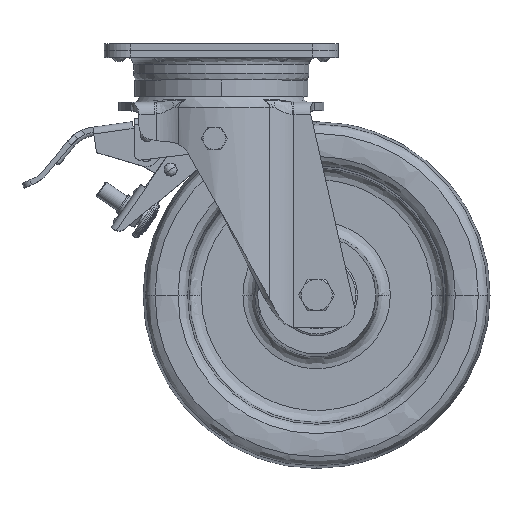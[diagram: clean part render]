
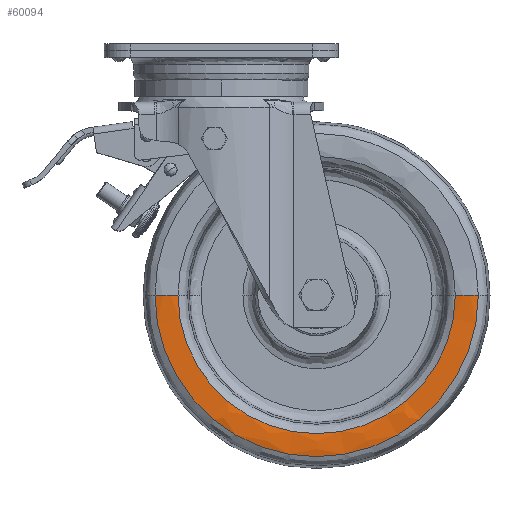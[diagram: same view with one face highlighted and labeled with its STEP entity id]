
A CAD part, top view. The second image highlights one B-rep face of the part: STEP entity #60094.
In plain terms, the highlighted free-form (B-spline) face has degree [3, 3] with [4, 4] control points.
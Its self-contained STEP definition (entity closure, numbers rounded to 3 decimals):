
#2123 = CIRCLE ( 'NONE', #3545, 93.251 ) ;
#3545 = AXIS2_PLACEMENT_3D ( 'NONE', #29578, #71308, #35671 ) ;
#3701 = CARTESIAN_POINT ( 'NONE',  ( 134.978, -145., 24.283 ) ) ;
#3708 = AXIS2_PLACEMENT_3D ( 'NONE', #53601, #17830, #59595 ) ;
#4516 = VERTEX_POINT ( 'NONE', #10670 ) ;
#9068 = EDGE_CURVE ( 'NONE', #17330, #54719, #49686, .T. ) ;
#9446 = CARTESIAN_POINT ( 'NONE',  ( 148.251, -331.502, 24.231 ) ) ;
#9700 = CARTESIAN_POINT ( 'NONE',  ( -24.978, -304.957, 24.283 ) ) ;
#10670 = CARTESIAN_POINT ( 'NONE',  ( 134.978, -145., 24.283 ) ) ;
#10758 = CIRCLE ( 'NONE', #32056, 79.978 ) ;
#13548 =( BOUNDED_SURFACE ( )  B_SPLINE_SURFACE ( 3, 3, ( 
 ( #20191, #9446, #51244, #15469 ),
 ( #57231, #21448, #63250, #27458 ),
 ( #69192, #33529, #75210, #39569 ),
 ( #3701, #45521, #9700, #51502 ) ),
 .UNSPECIFIED., .F., .F., .T. ) 
 B_SPLINE_SURFACE_WITH_KNOTS ( ( 4, 4 ),
 ( 4, 4 ),
 ( 0., 1. ),
 ( 0., 1. ),
 .UNSPECIFIED. ) 
 GEOMETRIC_REPRESENTATION_ITEM ( )  RATIONAL_B_SPLINE_SURFACE ( (
 ( 1., 0.333, 0.333, 1.),
 ( 0.983, 0.328, 0.328, 0.983),
 ( 0.983, 0.328, 0.328, 0.983),
 ( 1., 0.333, 0.333, 1.) ) ) 
 REPRESENTATION_ITEM ( '' )  SURFACE ( )  );
#15469 = CARTESIAN_POINT ( 'NONE',  ( -38.251, -145., 24.231 ) ) ;
#17330 = VERTEX_POINT ( 'NONE', #28150 ) ;
#17830 = DIRECTION ( 'NONE',  ( 0., -1., 0. ) ) ;
#18197 = FACE_OUTER_BOUND ( 'NONE', #44137, .T. ) ;
#20191 = CARTESIAN_POINT ( 'NONE',  ( 148.251, -145., 24.231 ) ) ;
#21448 = CARTESIAN_POINT ( 'NONE',  ( 143.868, -322.735, 25.243 ) ) ;
#24493 = CARTESIAN_POINT ( 'NONE',  ( 55., -145., 24.283 ) ) ;
#27458 = CARTESIAN_POINT ( 'NONE',  ( -33.868, -145., 25.243 ) ) ;
#28150 = CARTESIAN_POINT ( 'NONE',  ( -38.251, -145., 24.231 ) ) ;
#29578 = CARTESIAN_POINT ( 'NONE',  ( 55., -145., 24.231 ) ) ;
#30523 = DIRECTION ( 'NONE',  ( 1., 0., 0. ) ) ;
#31357 = ORIENTED_EDGE ( 'NONE', *, *, #9068, .F. ) ;
#32056 = AXIS2_PLACEMENT_3D ( 'NONE', #24493, #66211, #30523 ) ;
#32822 = EDGE_CURVE ( 'NONE', #4516, #54719, #10758, .T. ) ;
#33529 = CARTESIAN_POINT ( 'NONE',  ( 139.369, -313.738, 25.26 ) ) ;
#35424 = DIRECTION ( 'NONE',  ( 0., 1., 0. ) ) ;
#35671 = DIRECTION ( 'NONE',  ( 1., 0., 0. ) ) ;
#37549 = ORIENTED_EDGE ( 'NONE', *, *, #32822, .T. ) ;
#38024 = CARTESIAN_POINT ( 'NONE',  ( -24.978, -145., 24.283 ) ) ;
#39569 = CARTESIAN_POINT ( 'NONE',  ( -29.369, -145., 25.26 ) ) ;
#40481 = ORIENTED_EDGE ( 'NONE', *, *, #54586, .T. ) ;
#44137 = EDGE_LOOP ( 'NONE', ( #31357, #54740, #40481, #37549 ) ) ;
#44851 = EDGE_CURVE ( 'NONE', #70651, #17330, #2123, .T. ) ;
#45521 = CARTESIAN_POINT ( 'NONE',  ( 134.978, -304.957, 24.283 ) ) ;
#48398 = CIRCLE ( 'NONE', #3708, 30. ) ;
#49686 = CIRCLE ( 'NONE', #67830, 30. ) ;
#51244 = CARTESIAN_POINT ( 'NONE',  ( -38.251, -331.502, 24.231 ) ) ;
#51502 = CARTESIAN_POINT ( 'NONE',  ( -24.978, -145., 24.283 ) ) ;
#53601 = CARTESIAN_POINT ( 'NONE',  ( 141.5, -145., -5. ) ) ;
#54586 = EDGE_CURVE ( 'NONE', #70651, #4516, #48398, .T. ) ;
#54719 = VERTEX_POINT ( 'NONE', #38024 ) ;
#54740 = ORIENTED_EDGE ( 'NONE', *, *, #44851, .F. ) ;
#57231 = CARTESIAN_POINT ( 'NONE',  ( 143.868, -145., 25.243 ) ) ;
#59595 = DIRECTION ( 'NONE',  ( 1., 0., 0. ) ) ;
#60094 = ADVANCED_FACE ( 'NONE', ( #18197 ), #13548, .T. ) ;
#63250 = CARTESIAN_POINT ( 'NONE',  ( -33.868, -322.735, 25.243 ) ) ;
#66211 = DIRECTION ( 'NONE',  ( 0., 0., -1. ) ) ;
#67830 = AXIS2_PLACEMENT_3D ( 'NONE', #71055, #35424, #77075 ) ;
#69192 = CARTESIAN_POINT ( 'NONE',  ( 139.369, -145., 25.26 ) ) ;
#70651 = VERTEX_POINT ( 'NONE', #74838 ) ;
#71055 = CARTESIAN_POINT ( 'NONE',  ( -31.5, -145., -5. ) ) ;
#71308 = DIRECTION ( 'NONE',  ( 0., 0., -1. ) ) ;
#74838 = CARTESIAN_POINT ( 'NONE',  ( 148.251, -145., 24.231 ) ) ;
#75210 = CARTESIAN_POINT ( 'NONE',  ( -29.369, -313.738, 25.26 ) ) ;
#77075 = DIRECTION ( 'NONE',  ( -1., 0., 0. ) ) ;
